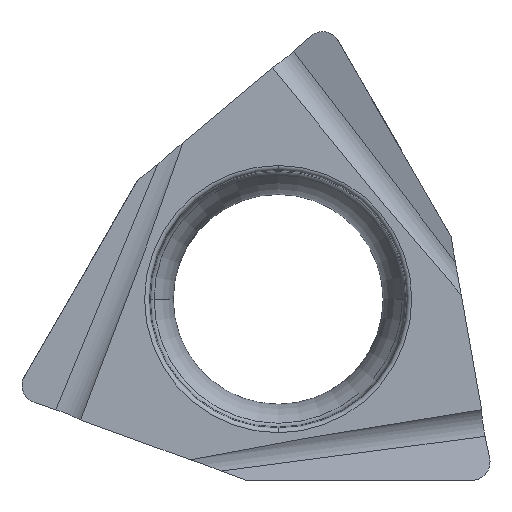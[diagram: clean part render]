
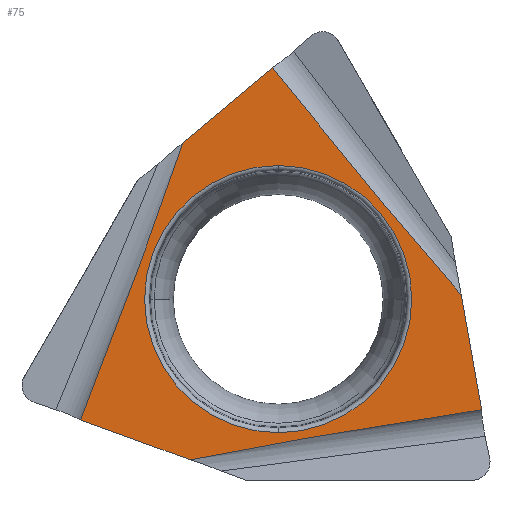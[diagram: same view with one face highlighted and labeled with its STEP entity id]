
A CAD part, top view. The second image highlights one B-rep face of the part: STEP entity #75.
In plain terms, the highlighted planar face has unit normal (0, 0, 1).
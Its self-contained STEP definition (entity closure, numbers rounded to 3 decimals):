
#1 = FACE_BOUND ( 'NONE', #369, .T. ) ;
#16 = CARTESIAN_POINT ( 'NONE',  ( 2.229, -1.212, 0. ) ) ;
#45 = CARTESIAN_POINT ( 'NONE',  ( 0.481, 2.73, 0. ) ) ;
#46 = CARTESIAN_POINT ( 'NONE',  ( 1.565, 0.54, 0. ) ) ;
#47 = CARTESIAN_POINT ( 'NONE',  ( 2.008, 0.045, 0. ) ) ;
#62 = CARTESIAN_POINT ( 'NONE',  ( 0.857, 1.39, 0. ) ) ;
#63 = CARTESIAN_POINT ( 'NONE',  ( -0.065, 2.537, 0. ) ) ;
#73 = ORIENTED_EDGE ( 'NONE', *, *, #506, .F. ) ;
#75 = ADVANCED_FACE ( 'NONE', ( #1, #960 ), #156, .T. ) ;
#100 = DIRECTION ( 'NONE',  ( -0.94, 0.342, 0. ) ) ;
#156 = PLANE ( 'NONE',  #723 ) ;
#170 = ORIENTED_EDGE ( 'NONE', *, *, #759, .T. ) ;
#173 = CARTESIAN_POINT ( 'NONE',  ( 0.775, -1.438, 0. ) ) ;
#174 = EDGE_CURVE ( 'NONE', #915, #940, #471, .T. ) ;
#181 = ORIENTED_EDGE ( 'NONE', *, *, #844, .T. ) ;
#187 = ORIENTED_EDGE ( 'NONE', *, *, #270, .T. ) ;
#225 = CARTESIAN_POINT ( 'NONE',  ( -2.164, -1.325, 0. ) ) ;
#246 = EDGE_CURVE ( 'NONE', #277, #470, #397, .T. ) ;
#270 = EDGE_CURVE ( 'NONE', #428, #504, #802, .T. ) ;
#275 = CARTESIAN_POINT ( 'NONE',  ( -1.131, -1.701, 0. ) ) ;
#277 = VERTEX_POINT ( 'NONE', #568 ) ;
#282 = CIRCLE ( 'NONE', #603, 1.464 ) ;
#289 = VECTOR ( 'NONE', #578, 1000. ) ;
#314 =( BOUNDED_CURVE ( )  B_SPLINE_CURVE ( 3, ( #47, #46, #62, #63 ),
 .UNSPECIFIED., .F., .F. ) 
 B_SPLINE_CURVE_WITH_KNOTS ( ( 4, 4 ),
 ( 0.355, 0.882 ),
 .UNSPECIFIED. ) 
 CURVE ( )  GEOMETRIC_REPRESENTATION_ITEM ( )  RATIONAL_B_SPLINE_CURVE ( ( 1., 0.977, 0.977, 1. ) ) 
 REPRESENTATION_ITEM ( '' )  );
#350 = VERTEX_POINT ( 'NONE', #460 ) ;
#351 = EDGE_LOOP ( 'NONE', ( #73, #670, #890, #181, #1015, #456 ) ) ;
#369 = EDGE_LOOP ( 'NONE', ( #187, #170 ) ) ;
#371 = CARTESIAN_POINT ( 'NONE',  ( -1.633, 0.047, 0. ) ) ;
#373 = CARTESIAN_POINT ( 'NONE',  ( -2.164, -1.325, 0. ) ) ;
#397 = LINE ( 'NONE', #275, #690 ) ;
#399 = CARTESIAN_POINT ( 'NONE',  ( -0.065, 2.537, 0. ) ) ;
#428 = VERTEX_POINT ( 'NONE', #534 ) ;
#456 = ORIENTED_EDGE ( 'NONE', *, *, #946, .T. ) ;
#460 = CARTESIAN_POINT ( 'NONE',  ( -1.043, 1.716, 0. ) ) ;
#469 = CARTESIAN_POINT ( 'NONE',  ( 0., 0., 0. ) ) ;
#470 = VERTEX_POINT ( 'NONE', #373 ) ;
#471 = LINE ( 'NONE', #976, #289 ) ;
#474 = EDGE_CURVE ( 'NONE', #350, #470, #712, .T. ) ;
#504 = VERTEX_POINT ( 'NONE', #747 ) ;
#506 = EDGE_CURVE ( 'NONE', #350, #662, #736, .T. ) ;
#534 = CARTESIAN_POINT ( 'NONE',  ( 0., -1.464, 0. ) ) ;
#560 = DIRECTION ( 'NONE',  ( 0., 0., 1. ) ) ;
#568 = CARTESIAN_POINT ( 'NONE',  ( -0.965, -1.761, 0. ) ) ;
#578 = DIRECTION ( 'NONE',  ( 0.174, -0.985, 0. ) ) ;
#603 = AXIS2_PLACEMENT_3D ( 'NONE', #860, #760, #630 ) ;
#630 = DIRECTION ( 'NONE',  ( 0., -1., 0. ) ) ;
#649 = DIRECTION ( 'NONE',  ( 1., 0., 0. ) ) ;
#651 = AXIS2_PLACEMENT_3D ( 'NONE', #469, #667, #813 ) ;
#662 = VERTEX_POINT ( 'NONE', #399 ) ;
#667 = DIRECTION ( 'NONE',  ( 0., 0., -1. ) ) ;
#670 = ORIENTED_EDGE ( 'NONE', *, *, #474, .T. ) ;
#675 = CARTESIAN_POINT ( 'NONE',  ( -1.25, 1.085, 0. ) ) ;
#682 = CARTESIAN_POINT ( 'NONE',  ( -1.043, 1.716, 0. ) ) ;
#686 = CARTESIAN_POINT ( 'NONE',  ( -0.315, -1.625, 0. ) ) ;
#690 = VECTOR ( 'NONE', #100, 1000. ) ;
#712 =( BOUNDED_CURVE ( )  B_SPLINE_CURVE ( 3, ( #682, #675, #371, #225 ),
 .UNSPECIFIED., .F., .T. ) 
 B_SPLINE_CURVE_WITH_KNOTS ( ( 4, 4 ),
 ( 0.355, 0.882 ),
 .UNSPECIFIED. ) 
 CURVE ( )  GEOMETRIC_REPRESENTATION_ITEM ( )  RATIONAL_B_SPLINE_CURVE ( ( 1., 0.977, 0.977, 1. ) ) 
 REPRESENTATION_ITEM ( '' )  );
#723 = AXIS2_PLACEMENT_3D ( 'NONE', #45, #560, #649 ) ;
#736 = LINE ( 'NONE', #749, #830 ) ;
#746 = CARTESIAN_POINT ( 'NONE',  ( 2.229, -1.212, 0. ) ) ;
#747 = CARTESIAN_POINT ( 'NONE',  ( 0., 1.464, 0. ) ) ;
#749 = CARTESIAN_POINT ( 'NONE',  ( 0.351, 2.886, 0. ) ) ;
#759 = EDGE_CURVE ( 'NONE', #504, #428, #282, .T. ) ;
#760 = DIRECTION ( 'NONE',  ( 0., 0., -1. ) ) ;
#802 = CIRCLE ( 'NONE', #651, 1.464 ) ;
#813 = DIRECTION ( 'NONE',  ( 0., -1., 0. ) ) ;
#830 = VECTOR ( 'NONE', #900, 1000. ) ;
#844 = EDGE_CURVE ( 'NONE', #277, #940, #1011, .T. ) ;
#860 = CARTESIAN_POINT ( 'NONE',  ( 0., 0., 0. ) ) ;
#877 = CARTESIAN_POINT ( 'NONE',  ( 2.008, 0.045, 0. ) ) ;
#890 = ORIENTED_EDGE ( 'NONE', *, *, #246, .F. ) ;
#900 = DIRECTION ( 'NONE',  ( 0.766, 0.643, 0. ) ) ;
#915 = VERTEX_POINT ( 'NONE', #877 ) ;
#940 = VERTEX_POINT ( 'NONE', #16 ) ;
#946 = EDGE_CURVE ( 'NONE', #915, #662, #314, .T. ) ;
#960 = FACE_OUTER_BOUND ( 'NONE', #351, .T. ) ;
#962 = CARTESIAN_POINT ( 'NONE',  ( -0.965, -1.761, 0. ) ) ;
#976 = CARTESIAN_POINT ( 'NONE',  ( 1.502, 2.91, 0. ) ) ;
#1011 =( BOUNDED_CURVE ( )  B_SPLINE_CURVE ( 3, ( #962, #686, #173, #746 ),
 .UNSPECIFIED., .F., .F. ) 
 B_SPLINE_CURVE_WITH_KNOTS ( ( 4, 4 ),
 ( 0.355, 0.882 ),
 .UNSPECIFIED. ) 
 CURVE ( )  GEOMETRIC_REPRESENTATION_ITEM ( )  RATIONAL_B_SPLINE_CURVE ( ( 1., 0.977, 0.977, 1. ) ) 
 REPRESENTATION_ITEM ( '' )  );
#1015 = ORIENTED_EDGE ( 'NONE', *, *, #174, .F. ) ;
